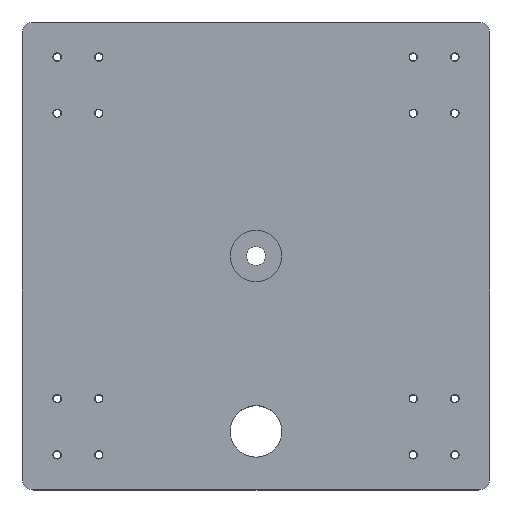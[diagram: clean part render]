
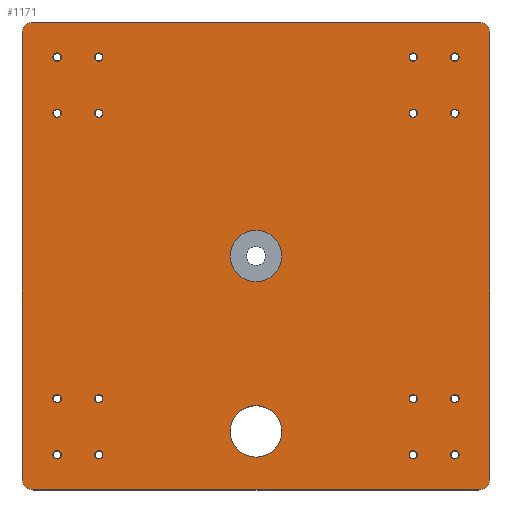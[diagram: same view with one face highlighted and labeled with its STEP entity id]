
A CAD part, top view. The second image highlights one B-rep face of the part: STEP entity #1171.
In plain terms, the highlighted planar face has unit normal (0, 0, 1).
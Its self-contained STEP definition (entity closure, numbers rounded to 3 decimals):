
#47=FACE_BOUND('',#241,.T.);
#48=FACE_BOUND('',#242,.T.);
#49=FACE_BOUND('',#243,.T.);
#50=FACE_BOUND('',#244,.T.);
#51=FACE_BOUND('',#245,.T.);
#52=FACE_BOUND('',#246,.T.);
#53=FACE_BOUND('',#247,.T.);
#54=FACE_BOUND('',#248,.T.);
#55=FACE_BOUND('',#249,.T.);
#56=FACE_BOUND('',#250,.T.);
#57=FACE_BOUND('',#251,.T.);
#58=FACE_BOUND('',#252,.T.);
#59=FACE_BOUND('',#253,.T.);
#60=FACE_BOUND('',#254,.T.);
#61=FACE_BOUND('',#255,.T.);
#62=FACE_BOUND('',#256,.T.);
#63=FACE_BOUND('',#257,.T.);
#64=FACE_BOUND('',#258,.T.);
#106=PLANE('',#1302);
#167=FACE_OUTER_BOUND('',#240,.T.);
#240=EDGE_LOOP('',(#1013,#1014,#1015,#1016,#1017,#1018,#1019,#1020));
#241=EDGE_LOOP('',(#1021));
#242=EDGE_LOOP('',(#1022));
#243=EDGE_LOOP('',(#1023));
#244=EDGE_LOOP('',(#1024));
#245=EDGE_LOOP('',(#1025));
#246=EDGE_LOOP('',(#1026));
#247=EDGE_LOOP('',(#1027));
#248=EDGE_LOOP('',(#1028));
#249=EDGE_LOOP('',(#1029));
#250=EDGE_LOOP('',(#1030));
#251=EDGE_LOOP('',(#1031));
#252=EDGE_LOOP('',(#1032));
#253=EDGE_LOOP('',(#1033));
#254=EDGE_LOOP('',(#1034));
#255=EDGE_LOOP('',(#1035));
#256=EDGE_LOOP('',(#1036));
#257=EDGE_LOOP('',(#1037));
#258=EDGE_LOOP('',(#1038));
#361=LINE('',#1942,#452);
#364=LINE('',#1948,#455);
#365=LINE('',#1952,#456);
#366=LINE('',#1956,#457);
#452=VECTOR('',#1615,10.);
#455=VECTOR('',#1620,10.);
#456=VECTOR('',#1623,10.);
#457=VECTOR('',#1626,10.);
#480=CIRCLE('',#1237,1.8);
#482=CIRCLE('',#1240,1.8);
#484=CIRCLE('',#1243,1.8);
#486=CIRCLE('',#1246,1.8);
#488=CIRCLE('',#1249,1.8);
#490=CIRCLE('',#1252,1.8);
#492=CIRCLE('',#1255,1.8);
#494=CIRCLE('',#1258,1.8);
#496=CIRCLE('',#1261,1.8);
#498=CIRCLE('',#1264,1.8);
#500=CIRCLE('',#1267,1.8);
#502=CIRCLE('',#1270,1.8);
#504=CIRCLE('',#1273,1.8);
#506=CIRCLE('',#1276,1.8);
#508=CIRCLE('',#1279,1.8);
#510=CIRCLE('',#1282,1.8);
#512=CIRCLE('',#1285,11.);
#518=CIRCLE('',#1295,11.);
#520=CIRCLE('',#1299,5.);
#522=CIRCLE('',#1303,5.);
#523=CIRCLE('',#1304,5.);
#524=CIRCLE('',#1305,5.);
#574=VERTEX_POINT('',#1810);
#576=VERTEX_POINT('',#1816);
#578=VERTEX_POINT('',#1822);
#580=VERTEX_POINT('',#1828);
#582=VERTEX_POINT('',#1834);
#584=VERTEX_POINT('',#1840);
#586=VERTEX_POINT('',#1846);
#588=VERTEX_POINT('',#1852);
#590=VERTEX_POINT('',#1858);
#592=VERTEX_POINT('',#1864);
#594=VERTEX_POINT('',#1870);
#596=VERTEX_POINT('',#1876);
#598=VERTEX_POINT('',#1882);
#600=VERTEX_POINT('',#1888);
#602=VERTEX_POINT('',#1894);
#604=VERTEX_POINT('',#1900);
#606=VERTEX_POINT('',#1906);
#612=VERTEX_POINT('',#1925);
#614=VERTEX_POINT('',#1932);
#615=VERTEX_POINT('',#1933);
#618=VERTEX_POINT('',#1941);
#620=VERTEX_POINT('',#1947);
#621=VERTEX_POINT('',#1949);
#622=VERTEX_POINT('',#1951);
#623=VERTEX_POINT('',#1953);
#624=VERTEX_POINT('',#1955);
#699=EDGE_CURVE('',#574,#574,#480,.T.);
#702=EDGE_CURVE('',#576,#576,#482,.T.);
#705=EDGE_CURVE('',#578,#578,#484,.T.);
#708=EDGE_CURVE('',#580,#580,#486,.T.);
#711=EDGE_CURVE('',#582,#582,#488,.T.);
#714=EDGE_CURVE('',#584,#584,#490,.T.);
#717=EDGE_CURVE('',#586,#586,#492,.T.);
#720=EDGE_CURVE('',#588,#588,#494,.T.);
#723=EDGE_CURVE('',#590,#590,#496,.T.);
#726=EDGE_CURVE('',#592,#592,#498,.T.);
#729=EDGE_CURVE('',#594,#594,#500,.T.);
#732=EDGE_CURVE('',#596,#596,#502,.T.);
#735=EDGE_CURVE('',#598,#598,#504,.T.);
#738=EDGE_CURVE('',#600,#600,#506,.T.);
#741=EDGE_CURVE('',#602,#602,#508,.T.);
#744=EDGE_CURVE('',#604,#604,#510,.T.);
#747=EDGE_CURVE('',#606,#606,#512,.T.);
#756=EDGE_CURVE('',#612,#612,#518,.T.);
#759=EDGE_CURVE('',#614,#615,#520,.T.);
#763=EDGE_CURVE('',#618,#615,#361,.T.);
#766=EDGE_CURVE('',#614,#620,#364,.T.);
#767=EDGE_CURVE('',#621,#620,#522,.T.);
#768=EDGE_CURVE('',#621,#622,#365,.T.);
#769=EDGE_CURVE('',#623,#622,#523,.T.);
#770=EDGE_CURVE('',#623,#624,#366,.T.);
#771=EDGE_CURVE('',#618,#624,#524,.T.);
#1013=ORIENTED_EDGE('',*,*,#759,.F.);
#1014=ORIENTED_EDGE('',*,*,#766,.T.);
#1015=ORIENTED_EDGE('',*,*,#767,.F.);
#1016=ORIENTED_EDGE('',*,*,#768,.T.);
#1017=ORIENTED_EDGE('',*,*,#769,.F.);
#1018=ORIENTED_EDGE('',*,*,#770,.T.);
#1019=ORIENTED_EDGE('',*,*,#771,.F.);
#1020=ORIENTED_EDGE('',*,*,#763,.T.);
#1021=ORIENTED_EDGE('',*,*,#699,.T.);
#1022=ORIENTED_EDGE('',*,*,#702,.T.);
#1023=ORIENTED_EDGE('',*,*,#705,.T.);
#1024=ORIENTED_EDGE('',*,*,#708,.T.);
#1025=ORIENTED_EDGE('',*,*,#711,.T.);
#1026=ORIENTED_EDGE('',*,*,#714,.T.);
#1027=ORIENTED_EDGE('',*,*,#717,.T.);
#1028=ORIENTED_EDGE('',*,*,#720,.T.);
#1029=ORIENTED_EDGE('',*,*,#723,.T.);
#1030=ORIENTED_EDGE('',*,*,#726,.T.);
#1031=ORIENTED_EDGE('',*,*,#729,.T.);
#1032=ORIENTED_EDGE('',*,*,#732,.T.);
#1033=ORIENTED_EDGE('',*,*,#735,.T.);
#1034=ORIENTED_EDGE('',*,*,#738,.T.);
#1035=ORIENTED_EDGE('',*,*,#741,.T.);
#1036=ORIENTED_EDGE('',*,*,#744,.T.);
#1037=ORIENTED_EDGE('',*,*,#747,.T.);
#1038=ORIENTED_EDGE('',*,*,#756,.T.);
#1171=ADVANCED_FACE('',(#167,#47,#48,#49,#50,#51,#52,#53,#54,#55,#56,#57,
#58,#59,#60,#61,#62,#63,#64),#106,.T.);
#1237=AXIS2_PLACEMENT_3D('',#1811,#1463,#1464);
#1240=AXIS2_PLACEMENT_3D('',#1817,#1470,#1471);
#1243=AXIS2_PLACEMENT_3D('',#1823,#1477,#1478);
#1246=AXIS2_PLACEMENT_3D('',#1829,#1484,#1485);
#1249=AXIS2_PLACEMENT_3D('',#1835,#1491,#1492);
#1252=AXIS2_PLACEMENT_3D('',#1841,#1498,#1499);
#1255=AXIS2_PLACEMENT_3D('',#1847,#1505,#1506);
#1258=AXIS2_PLACEMENT_3D('',#1853,#1512,#1513);
#1261=AXIS2_PLACEMENT_3D('',#1859,#1519,#1520);
#1264=AXIS2_PLACEMENT_3D('',#1865,#1526,#1527);
#1267=AXIS2_PLACEMENT_3D('',#1871,#1533,#1534);
#1270=AXIS2_PLACEMENT_3D('',#1877,#1540,#1541);
#1273=AXIS2_PLACEMENT_3D('',#1883,#1547,#1548);
#1276=AXIS2_PLACEMENT_3D('',#1889,#1554,#1555);
#1279=AXIS2_PLACEMENT_3D('',#1895,#1561,#1562);
#1282=AXIS2_PLACEMENT_3D('',#1901,#1568,#1569);
#1285=AXIS2_PLACEMENT_3D('',#1907,#1575,#1576);
#1295=AXIS2_PLACEMENT_3D('',#1926,#1598,#1599);
#1299=AXIS2_PLACEMENT_3D('',#1934,#1607,#1608);
#1302=AXIS2_PLACEMENT_3D('',#1946,#1618,#1619);
#1303=AXIS2_PLACEMENT_3D('',#1950,#1621,#1622);
#1304=AXIS2_PLACEMENT_3D('',#1954,#1624,#1625);
#1305=AXIS2_PLACEMENT_3D('',#1957,#1627,#1628);
#1463=DIRECTION('center_axis',(0.,0.,-1.));
#1464=DIRECTION('ref_axis',(-1.,0.,0.));
#1470=DIRECTION('center_axis',(0.,0.,-1.));
#1471=DIRECTION('ref_axis',(-1.,0.,0.));
#1477=DIRECTION('center_axis',(0.,0.,-1.));
#1478=DIRECTION('ref_axis',(-1.,0.,0.));
#1484=DIRECTION('center_axis',(0.,0.,-1.));
#1485=DIRECTION('ref_axis',(-1.,0.,0.));
#1491=DIRECTION('center_axis',(0.,0.,-1.));
#1492=DIRECTION('ref_axis',(-1.,0.,0.));
#1498=DIRECTION('center_axis',(0.,0.,-1.));
#1499=DIRECTION('ref_axis',(-1.,0.,0.));
#1505=DIRECTION('center_axis',(0.,0.,-1.));
#1506=DIRECTION('ref_axis',(-1.,0.,0.));
#1512=DIRECTION('center_axis',(0.,0.,-1.));
#1513=DIRECTION('ref_axis',(-1.,0.,0.));
#1519=DIRECTION('center_axis',(0.,0.,-1.));
#1520=DIRECTION('ref_axis',(-1.,0.,0.));
#1526=DIRECTION('center_axis',(0.,0.,-1.));
#1527=DIRECTION('ref_axis',(-1.,0.,0.));
#1533=DIRECTION('center_axis',(0.,0.,-1.));
#1534=DIRECTION('ref_axis',(-1.,0.,0.));
#1540=DIRECTION('center_axis',(0.,0.,-1.));
#1541=DIRECTION('ref_axis',(-1.,0.,0.));
#1547=DIRECTION('center_axis',(0.,0.,-1.));
#1548=DIRECTION('ref_axis',(-1.,0.,0.));
#1554=DIRECTION('center_axis',(0.,0.,-1.));
#1555=DIRECTION('ref_axis',(-1.,0.,0.));
#1561=DIRECTION('center_axis',(0.,0.,-1.));
#1562=DIRECTION('ref_axis',(-1.,0.,0.));
#1568=DIRECTION('center_axis',(0.,0.,-1.));
#1569=DIRECTION('ref_axis',(-1.,0.,0.));
#1575=DIRECTION('center_axis',(0.,0.,-1.));
#1576=DIRECTION('ref_axis',(-1.,0.,0.));
#1598=DIRECTION('center_axis',(0.,0.,-1.));
#1599=DIRECTION('ref_axis',(-1.,0.,0.));
#1607=DIRECTION('center_axis',(0.,0.,-1.));
#1608=DIRECTION('ref_axis',(0.707,-0.707,0.));
#1615=DIRECTION('',(1.,0.,0.));
#1618=DIRECTION('center_axis',(0.,0.,1.));
#1619=DIRECTION('ref_axis',(1.,0.,0.));
#1620=DIRECTION('',(0.,1.,0.));
#1621=DIRECTION('center_axis',(0.,0.,-1.));
#1622=DIRECTION('ref_axis',(0.707,0.707,0.));
#1623=DIRECTION('',(-1.,0.,0.));
#1624=DIRECTION('center_axis',(0.,0.,-1.));
#1625=DIRECTION('ref_axis',(-0.707,0.707,0.));
#1626=DIRECTION('',(0.,-1.,0.));
#1627=DIRECTION('center_axis',(0.,0.,-1.));
#1628=DIRECTION('ref_axis',(-0.707,-0.707,0.));
#1810=CARTESIAN_POINT('',(-65.4,85.,20.));
#1811=CARTESIAN_POINT('Origin',(-67.2,85.,20.));
#1816=CARTESIAN_POINT('',(-65.4,-85.,20.));
#1817=CARTESIAN_POINT('Origin',(-67.2,-85.,20.));
#1822=CARTESIAN_POINT('',(69.,85.,20.));
#1823=CARTESIAN_POINT('Origin',(67.2,85.,20.));
#1828=CARTESIAN_POINT('',(69.,-85.,20.));
#1829=CARTESIAN_POINT('Origin',(67.2,-85.,20.));
#1834=CARTESIAN_POINT('',(69.,-61.,20.));
#1835=CARTESIAN_POINT('Origin',(67.2,-61.,20.));
#1840=CARTESIAN_POINT('',(86.8,85.,20.));
#1841=CARTESIAN_POINT('Origin',(85.,85.,20.));
#1846=CARTESIAN_POINT('',(-83.2,-61.,20.));
#1847=CARTESIAN_POINT('Origin',(-85.,-61.,20.));
#1852=CARTESIAN_POINT('',(-83.2,85.,20.));
#1853=CARTESIAN_POINT('Origin',(-85.,85.,20.));
#1858=CARTESIAN_POINT('',(-65.4,61.,20.));
#1859=CARTESIAN_POINT('Origin',(-67.2,61.,20.));
#1864=CARTESIAN_POINT('',(-83.2,-85.,20.));
#1865=CARTESIAN_POINT('Origin',(-85.,-85.,20.));
#1870=CARTESIAN_POINT('',(86.8,61.,20.));
#1871=CARTESIAN_POINT('Origin',(85.,61.,20.));
#1876=CARTESIAN_POINT('',(86.8,-85.,20.));
#1877=CARTESIAN_POINT('Origin',(85.,-85.,20.));
#1882=CARTESIAN_POINT('',(86.8,-61.,20.));
#1883=CARTESIAN_POINT('Origin',(85.,-61.,20.));
#1888=CARTESIAN_POINT('',(69.,61.,20.));
#1889=CARTESIAN_POINT('Origin',(67.2,61.,20.));
#1894=CARTESIAN_POINT('',(-65.4,-61.,20.));
#1895=CARTESIAN_POINT('Origin',(-67.2,-61.,20.));
#1900=CARTESIAN_POINT('',(-83.2,61.,20.));
#1901=CARTESIAN_POINT('Origin',(-85.,61.,20.));
#1906=CARTESIAN_POINT('',(11.,-75.,20.));
#1907=CARTESIAN_POINT('Origin',(0.,-75.,20.));
#1925=CARTESIAN_POINT('',(11.,0.,20.));
#1926=CARTESIAN_POINT('Origin',(0.,0.,20.));
#1932=CARTESIAN_POINT('',(100.,-95.,20.));
#1933=CARTESIAN_POINT('',(95.,-100.,20.));
#1934=CARTESIAN_POINT('Origin',(95.,-95.,20.));
#1941=CARTESIAN_POINT('',(-95.,-100.,20.));
#1942=CARTESIAN_POINT('',(100.,-100.,20.));
#1946=CARTESIAN_POINT('Origin',(0.,0.,20.));
#1947=CARTESIAN_POINT('',(100.,95.,20.));
#1948=CARTESIAN_POINT('',(100.,100.,20.));
#1949=CARTESIAN_POINT('',(95.,100.,20.));
#1950=CARTESIAN_POINT('Origin',(95.,95.,20.));
#1951=CARTESIAN_POINT('',(-95.,100.,20.));
#1952=CARTESIAN_POINT('',(-100.,100.,20.));
#1953=CARTESIAN_POINT('',(-100.,95.,20.));
#1954=CARTESIAN_POINT('Origin',(-95.,95.,20.));
#1955=CARTESIAN_POINT('',(-100.,-95.,20.));
#1956=CARTESIAN_POINT('',(-100.,-100.,20.));
#1957=CARTESIAN_POINT('Origin',(-95.,-95.,20.));
